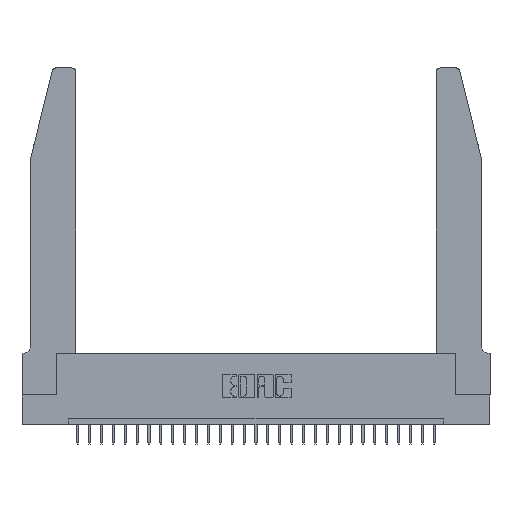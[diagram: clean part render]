
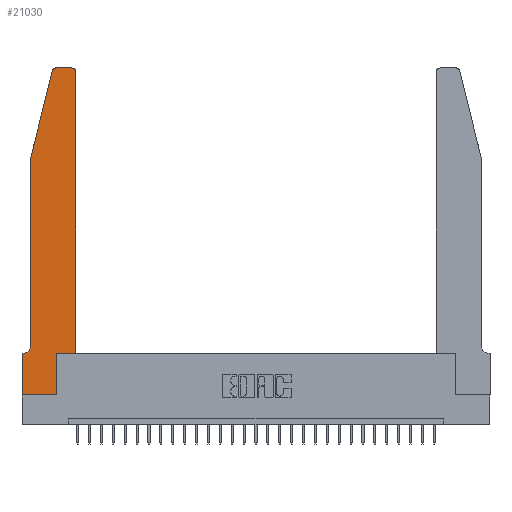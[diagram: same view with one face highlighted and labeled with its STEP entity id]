
A CAD part, top view. The second image highlights one B-rep face of the part: STEP entity #21030.
In plain terms, the highlighted planar face has unit normal (0, 0, 1).
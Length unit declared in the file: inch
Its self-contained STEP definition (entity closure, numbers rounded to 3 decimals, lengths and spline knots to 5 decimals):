
#220 = CARTESIAN_POINT ( 'NONE',  ( 0.4505, 0.35, 0.37 ) ) ;
#288 = VERTEX_POINT ( 'NONE', #4761 ) ;
#634 = VERTEX_POINT ( 'NONE', #23013 ) ;
#651 = DIRECTION ( 'NONE',  ( 0., 1., 0. ) ) ;
#1000 = EDGE_CURVE ( 'NONE', #288, #2989, #14644, .T. ) ;
#1265 = DIRECTION ( 'NONE',  ( 0., 0., 1. ) ) ;
#1784 = DIRECTION ( 'NONE',  ( 1., 0., 0. ) ) ;
#2388 = DIRECTION ( 'NONE',  ( 0., -1., 0. ) ) ;
#2558 = ORIENTED_EDGE ( 'NONE', *, *, #18167, .T. ) ;
#2989 = VERTEX_POINT ( 'NONE', #7558 ) ;
#3197 = EDGE_CURVE ( 'NONE', #634, #25831, #15339, .T. ) ;
#3785 = EDGE_CURVE ( 'NONE', #25831, #20619, #13849, .T. ) ;
#4045 = DIRECTION ( 'NONE',  ( -1., 0., 0. ) ) ;
#4218 = ORIENTED_EDGE ( 'NONE', *, *, #5603, .T. ) ;
#4761 = CARTESIAN_POINT ( 'NONE',  ( 0.284, 2.75, 0.37 ) ) ;
#4939 = LINE ( 'NONE', #20523, #12521 ) ;
#5082 = CARTESIAN_POINT ( 'NONE',  ( 0., 0.35, 0.37 ) ) ;
#5538 = CARTESIAN_POINT ( 'NONE',  ( 0.4205, 2.75, 0.37 ) ) ;
#5603 = EDGE_CURVE ( 'NONE', #16511, #26782, #17386, .T. ) ;
#5938 = ORIENTED_EDGE ( 'NONE', *, *, #27709, .T. ) ;
#6035 = CARTESIAN_POINT ( 'NONE',  ( 0.4205, 2.72, 0.37 ) ) ;
#6621 = EDGE_LOOP ( 'NONE', ( #7194, #22091, #18363, #8994, #5938, #27330, #4218, #25168, #2558, #18027, #17983, #14564 ) ) ;
#6838 = CARTESIAN_POINT ( 'NONE',  ( 0., 0., 0.37 ) ) ;
#7194 = ORIENTED_EDGE ( 'NONE', *, *, #12987, .T. ) ;
#7558 = CARTESIAN_POINT ( 'NONE',  ( 0.25487, 2.72718, 0.37 ) ) ;
#8728 = AXIS2_PLACEMENT_3D ( 'NONE', #27069, #29355, #9123 ) ;
#8814 = CIRCLE ( 'NONE', #13886, 0.03 ) ;
#8905 = CARTESIAN_POINT ( 'NONE',  ( 0., 0., 0.37 ) ) ;
#8994 = ORIENTED_EDGE ( 'NONE', *, *, #17345, .T. ) ;
#9123 = DIRECTION ( 'NONE',  ( 1., 0., 0. ) ) ;
#9938 = DIRECTION ( 'NONE',  ( 0., 1., 0. ) ) ;
#10117 = LINE ( 'NONE', #27305, #27650 ) ;
#10315 = CARTESIAN_POINT ( 'NONE',  ( 0.0755, 0.35, 0.37 ) ) ;
#10387 = DIRECTION ( 'NONE',  ( 0., -1., 0. ) ) ;
#10825 = CARTESIAN_POINT ( 'NONE',  ( 0., 0.35, 0.37 ) ) ;
#11010 = EDGE_CURVE ( 'NONE', #26782, #17186, #4939, .T. ) ;
#11135 = VERTEX_POINT ( 'NONE', #5538 ) ;
#11279 = LINE ( 'NONE', #10315, #22028 ) ;
#11647 = VECTOR ( 'NONE', #14653, 39.37008 ) ;
#12521 = VECTOR ( 'NONE', #13896, 39.37008 ) ;
#12589 = CARTESIAN_POINT ( 'NONE',  ( 0.0755, 2., 0.37 ) ) ;
#12987 = EDGE_CURVE ( 'NONE', #11135, #288, #23855, .T. ) ;
#13849 = LINE ( 'NONE', #19055, #21017 ) ;
#13886 = AXIS2_PLACEMENT_3D ( 'NONE', #6035, #1265, #17289 ) ;
#13896 = DIRECTION ( 'NONE',  ( 1., 0., 0. ) ) ;
#14223 = PLANE ( 'NONE',  #23954 ) ;
#14276 = EDGE_CURVE ( 'NONE', #24774, #16511, #11279, .T. ) ;
#14465 = CARTESIAN_POINT ( 'NONE',  ( 0.0755, 0.42, 0.37 ) ) ;
#14552 = CARTESIAN_POINT ( 'NONE',  ( 0.2605, 2.75, 0.37 ) ) ;
#14564 = ORIENTED_EDGE ( 'NONE', *, *, #18704, .T. ) ;
#14644 = CIRCLE ( 'NONE', #8728, 0.03 ) ;
#14653 = DIRECTION ( 'NONE',  ( -1., 0., 0. ) ) ;
#15339 = LINE ( 'NONE', #23940, #16061 ) ;
#15510 = DIRECTION ( 'NONE',  ( -0.239, -0.971, 0. ) ) ;
#15571 = CARTESIAN_POINT ( 'NONE',  ( 0.0755, 2., 0.37 ) ) ;
#16061 = VECTOR ( 'NONE', #1784, 39.37008 ) ;
#16511 = VERTEX_POINT ( 'NONE', #10825 ) ;
#17186 = VERTEX_POINT ( 'NONE', #27891 ) ;
#17289 = DIRECTION ( 'NONE',  ( 1., 0., 0. ) ) ;
#17345 = EDGE_CURVE ( 'NONE', #23170, #27433, #17481, .T. ) ;
#17386 = LINE ( 'NONE', #6838, #29162 ) ;
#17481 = LINE ( 'NONE', #12589, #21419 ) ;
#17536 = CARTESIAN_POINT ( 'NONE',  ( 0.0055, 0.35, 0.37 ) ) ;
#17983 = ORIENTED_EDGE ( 'NONE', *, *, #3785, .T. ) ;
#18027 = ORIENTED_EDGE ( 'NONE', *, *, #3197, .T. ) ;
#18167 = EDGE_CURVE ( 'NONE', #17186, #634, #25325, .T. ) ;
#18363 = ORIENTED_EDGE ( 'NONE', *, *, #20940, .T. ) ;
#18508 = CIRCLE ( 'NONE', #23441, 0.07 ) ;
#18704 = EDGE_CURVE ( 'NONE', #20619, #11135, #8814, .T. ) ;
#19055 = CARTESIAN_POINT ( 'NONE',  ( 0.4505, 0.35, 0.37 ) ) ;
#19445 = DIRECTION ( 'NONE',  ( -1., 0., 0. ) ) ;
#20523 = CARTESIAN_POINT ( 'NONE',  ( 0., 0., 0.37 ) ) ;
#20619 = VERTEX_POINT ( 'NONE', #23943 ) ;
#20867 = FACE_OUTER_BOUND ( 'NONE', #6621, .T. ) ;
#20940 = EDGE_CURVE ( 'NONE', #2989, #23170, #10117, .T. ) ;
#21017 = VECTOR ( 'NONE', #9938, 39.37008 ) ;
#21030 = ADVANCED_FACE ( 'NONE', ( #20867 ), #14223, .T. ) ;
#21138 = DIRECTION ( 'NONE',  ( 1., 0., 0. ) ) ;
#21340 = DIRECTION ( 'NONE',  ( 0., 0., 1. ) ) ;
#21419 = VECTOR ( 'NONE', #10387, 39.37008 ) ;
#22028 = VECTOR ( 'NONE', #19445, 39.37008 ) ;
#22091 = ORIENTED_EDGE ( 'NONE', *, *, #1000, .T. ) ;
#22158 = VECTOR ( 'NONE', #651, 39.37008 ) ;
#22403 = DIRECTION ( 'NONE',  ( 0., 0., -1. ) ) ;
#23013 = CARTESIAN_POINT ( 'NONE',  ( 0.2865, 0.35, 0.37 ) ) ;
#23170 = VERTEX_POINT ( 'NONE', #15571 ) ;
#23441 = AXIS2_PLACEMENT_3D ( 'NONE', #26881, #22403, #4045 ) ;
#23855 = LINE ( 'NONE', #14552, #11647 ) ;
#23940 = CARTESIAN_POINT ( 'NONE',  ( 0.4505, 0.35, 0.37 ) ) ;
#23943 = CARTESIAN_POINT ( 'NONE',  ( 0.4505, 2.72, 0.37 ) ) ;
#23954 = AXIS2_PLACEMENT_3D ( 'NONE', #5082, #21340, #21138 ) ;
#24774 = VERTEX_POINT ( 'NONE', #17536 ) ;
#25168 = ORIENTED_EDGE ( 'NONE', *, *, #11010, .T. ) ;
#25325 = LINE ( 'NONE', #28064, #22158 ) ;
#25831 = VERTEX_POINT ( 'NONE', #220 ) ;
#26782 = VERTEX_POINT ( 'NONE', #8905 ) ;
#26881 = CARTESIAN_POINT ( 'NONE',  ( 0.0055, 0.42, 0.37 ) ) ;
#27069 = CARTESIAN_POINT ( 'NONE',  ( 0.284, 2.72, 0.37 ) ) ;
#27305 = CARTESIAN_POINT ( 'NONE',  ( 0.0755, 2., 0.37 ) ) ;
#27330 = ORIENTED_EDGE ( 'NONE', *, *, #14276, .T. ) ;
#27433 = VERTEX_POINT ( 'NONE', #14465 ) ;
#27650 = VECTOR ( 'NONE', #15510, 39.37008 ) ;
#27709 = EDGE_CURVE ( 'NONE', #27433, #24774, #18508, .T. ) ;
#27891 = CARTESIAN_POINT ( 'NONE',  ( 0.2865, 0., 0.37 ) ) ;
#28064 = CARTESIAN_POINT ( 'NONE',  ( 0.2865, 0.35, 0.37 ) ) ;
#29162 = VECTOR ( 'NONE', #2388, 39.37008 ) ;
#29355 = DIRECTION ( 'NONE',  ( 0., 0., 1. ) ) ;
